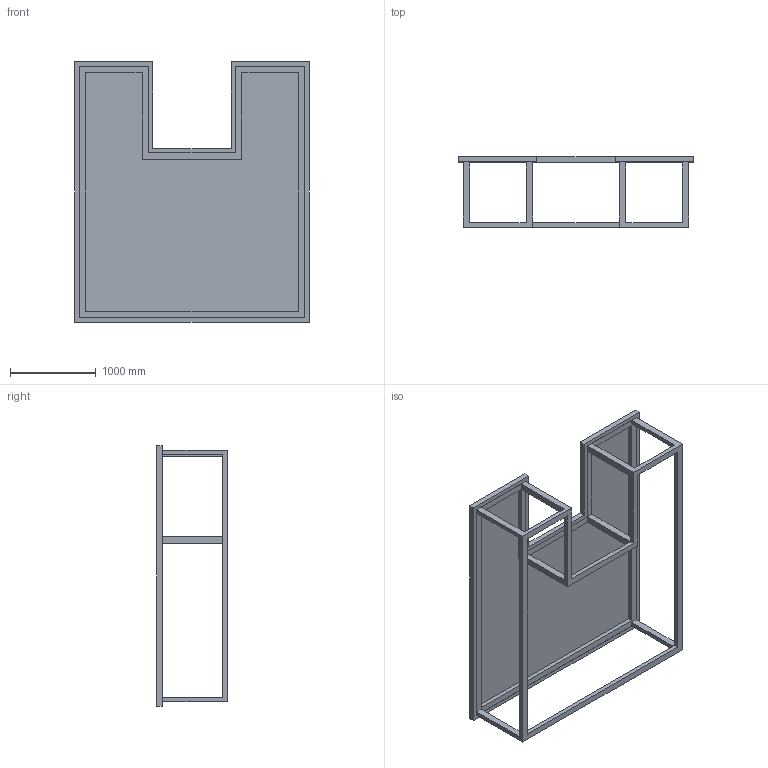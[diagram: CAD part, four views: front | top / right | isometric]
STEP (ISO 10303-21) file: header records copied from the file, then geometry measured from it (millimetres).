
FILE_DESCRIPTION((''),'2;1');
FILE_NAME('TABLE_ASM','2021-10-20T',('User'),(''),'CREO PARAMETRIC BY PTC INC, 2014350','CREO PARAMETRIC BY PTC INC, 2014350','');
FILE_SCHEMA(('AUTOMOTIVE_DESIGN { 1 0 10303 214 1 1 1 1 }'));
Length unit declared in the file: inch
Products named in the file (3): METAL_STRUCTURE; TABLE_TOP1; TABLE_ASM
Assembly tree (2 placements, depth 2):
  TABLE_ASM
    METAL_STRUCTURE
    TABLE_TOP1
Bounding box: 2743.2 x 825.5 x 3048 mm (x, y, z)
Volume: 256424777.5 mm3; surface area: 24467047.8 mm2
Topology: 2 solids, 2 shells, 67 faces, 192 edges, 120 vertices
Faces by surface type: plane 67
Entity records: 2360 total; most frequent: CARTESIAN_POINT 391, ORIENTED_EDGE 384, DIRECTION 336, VECTOR 192, LINE 192, EDGE_CURVE 192, VERTEX_POINT 120, EDGE_LOOP 76
